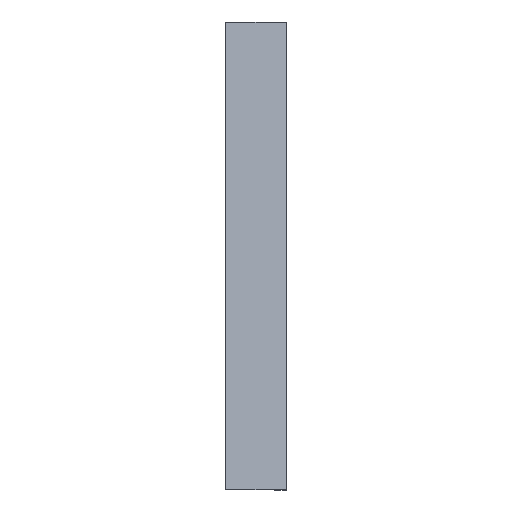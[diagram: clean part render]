
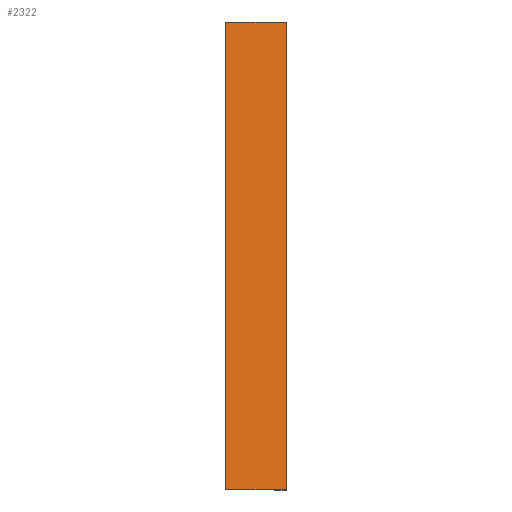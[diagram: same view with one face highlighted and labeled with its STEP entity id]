
A CAD part, left-side view. The second image highlights one B-rep face of the part: STEP entity #2322.
In plain terms, the highlighted planar face has unit normal (-0.94, -0.342, 0).
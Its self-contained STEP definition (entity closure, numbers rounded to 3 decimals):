
#264 = ORIENTED_EDGE ( 'NONE', *, *, #7579, .F. ) ;
#282 = ORIENTED_EDGE ( 'NONE', *, *, #3096, .F. ) ;
#575 = LINE ( 'NONE', #5063, #4916 ) ;
#1008 = CARTESIAN_POINT ( 'NONE',  ( 0.724, 9., -70. ) ) ;
#1427 = CARTESIAN_POINT ( 'NONE',  ( 13.147, -25.132, 0. ) ) ;
#1666 = CARTESIAN_POINT ( 'NONE',  ( 4., 0., -70. ) ) ;
#2322 = ADVANCED_FACE ( 'NONE', ( #5422 ), #2433, .T. ) ;
#2433 = PLANE ( 'NONE',  #2460 ) ;
#2454 = DIRECTION ( 'NONE',  ( 0., 0., 1. ) ) ;
#2460 = AXIS2_PLACEMENT_3D ( 'NONE', #5586, #6364, #4793 ) ;
#3096 = EDGE_CURVE ( 'NONE', #9244, #4358, #4773, .T. ) ;
#3130 = CARTESIAN_POINT ( 'NONE',  ( 0.724, 9., -70. ) ) ;
#4358 = VERTEX_POINT ( 'NONE', #3130 ) ;
#4558 = ORIENTED_EDGE ( 'NONE', *, *, #9081, .F. ) ;
#4570 = VECTOR ( 'NONE', #2454, 1000. ) ;
#4731 = CARTESIAN_POINT ( 'NONE',  ( 0.724, 9., 0. ) ) ;
#4761 = EDGE_LOOP ( 'NONE', ( #282, #4558, #8799, #264 ) ) ;
#4773 = LINE ( 'NONE', #8206, #10228 ) ;
#4793 = DIRECTION ( 'NONE',  ( 0., 0., -1. ) ) ;
#4916 = VECTOR ( 'NONE', #8274, 1000. ) ;
#5063 = CARTESIAN_POINT ( 'NONE',  ( 4., 0., -70. ) ) ;
#5342 = EDGE_CURVE ( 'NONE', #10181, #7541, #8541, .T. ) ;
#5422 = FACE_OUTER_BOUND ( 'NONE', #4761, .T. ) ;
#5586 = CARTESIAN_POINT ( 'NONE',  ( 3.735, 0.729, -70. ) ) ;
#6363 = VECTOR ( 'NONE', #8027, 1000. ) ;
#6364 = DIRECTION ( 'NONE',  ( -0.94, -0.342, 0. ) ) ;
#7541 = VERTEX_POINT ( 'NONE', #7960 ) ;
#7579 = EDGE_CURVE ( 'NONE', #4358, #10181, #10269, .T. ) ;
#7960 = CARTESIAN_POINT ( 'NONE',  ( 4., 0., 0. ) ) ;
#8027 = DIRECTION ( 'NONE',  ( 0.342, -0.94, 0. ) ) ;
#8206 = CARTESIAN_POINT ( 'NONE',  ( 3.735, 0.729, -70. ) ) ;
#8241 = DIRECTION ( 'NONE',  ( -0.342, 0.94, 0. ) ) ;
#8274 = DIRECTION ( 'NONE',  ( 0., 0., -1. ) ) ;
#8541 = LINE ( 'NONE', #1427, #6363 ) ;
#8799 = ORIENTED_EDGE ( 'NONE', *, *, #5342, .F. ) ;
#9081 = EDGE_CURVE ( 'NONE', #7541, #9244, #575, .T. ) ;
#9244 = VERTEX_POINT ( 'NONE', #1666 ) ;
#10181 = VERTEX_POINT ( 'NONE', #4731 ) ;
#10228 = VECTOR ( 'NONE', #8241, 1000. ) ;
#10269 = LINE ( 'NONE', #1008, #4570 ) ;
